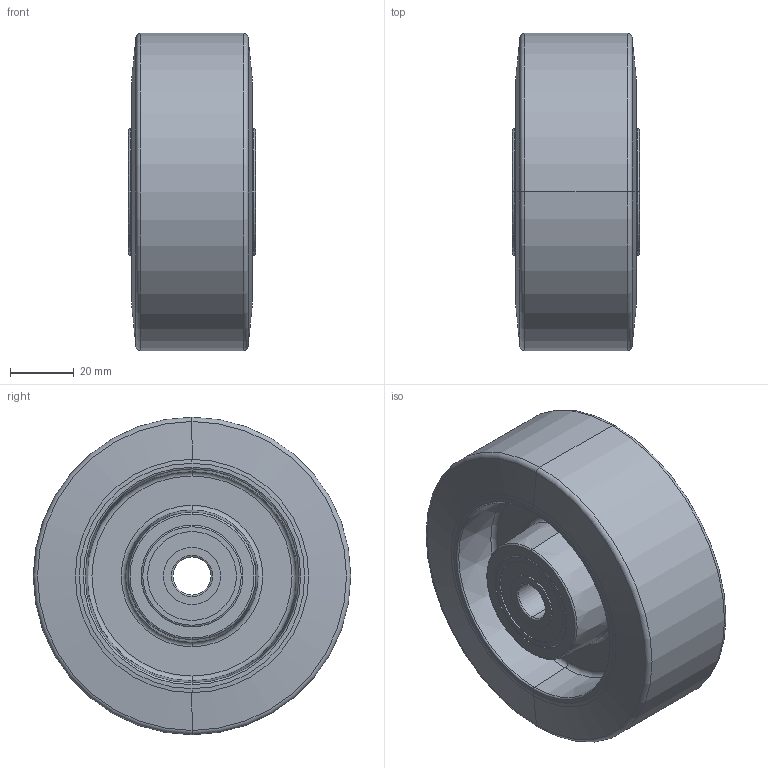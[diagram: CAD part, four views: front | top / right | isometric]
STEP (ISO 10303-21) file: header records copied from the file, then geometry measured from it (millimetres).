
FILE_DESCRIPTION (( 'STEP AP214' ), '1' );
FILE_NAME ('0056566.step', '2023-10-23T09:17:34', ( '' ), ( '' ), 'SwSTEP 2.0', 'SolidWorks 2020', '' );
FILE_SCHEMA (( 'AUTOMOTIVE_DESIGN' ));
Length unit declared in the file: millimetre
Products named in the file (1): 0056566
Bounding box: 40 x 100 x 100 mm (x, y, z)
Volume: 211944.1 mm3; surface area: 61734.6 mm2
Topology: 4 solids, 4 shells, 88 faces, 176 edges, 104 vertices
Faces by surface type: torus 28, cylinder 28, cone 16, plane 16
Entity records: 2653 total; most frequent: DIRECTION 486, CARTESIAN_POINT 369, ORIENTED_EDGE 352, AXIS2_PLACEMENT_3D 221, EDGE_CURVE 176, CIRCLE 132, EDGE_LOOP 104, VERTEX_POINT 104
